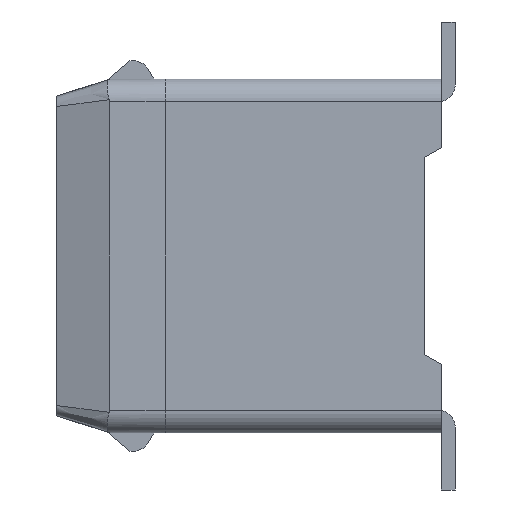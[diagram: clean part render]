
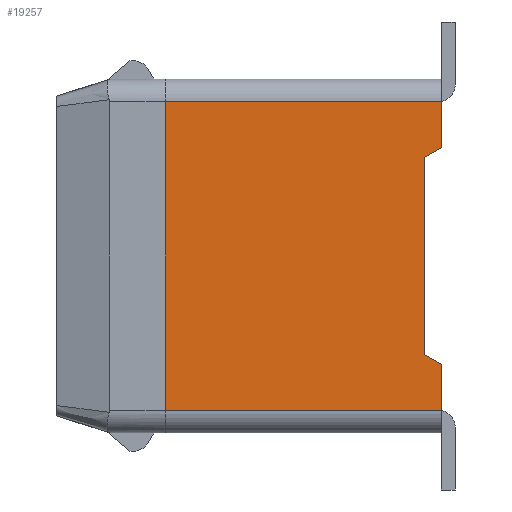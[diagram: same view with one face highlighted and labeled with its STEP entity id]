
A CAD part, left-side view. The second image highlights one B-rep face of the part: STEP entity #19257.
In plain terms, the highlighted planar face has unit normal (-1, 0, 0).
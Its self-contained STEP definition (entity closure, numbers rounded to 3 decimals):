
#7117=DIRECTION('',(0.,-0.866,0.5));
#7118=VECTOR('',#7117,0.173);
#7119=CARTESIAN_POINT('',(-3.65,-1.535,0.863));
#7120=LINE('',#7119,#7118);
#7121=DIRECTION('',(0.,0.,1.));
#7122=VECTOR('',#7121,1.727);
#7123=CARTESIAN_POINT('',(-3.65,-1.535,-0.863));
#7124=LINE('',#7123,#7122);
#7125=DIRECTION('',(0.,0.866,0.5));
#7126=VECTOR('',#7125,0.173);
#7127=CARTESIAN_POINT('',(-3.65,-1.685,-0.95));
#7128=LINE('',#7127,#7126);
#7129=DIRECTION('',(0.,0.,1.));
#7130=VECTOR('',#7129,2.7);
#7131=CARTESIAN_POINT('',(-3.65,0.735,-1.35));
#7132=LINE('',#7131,#7130);
#7142=DIRECTION('',(0.,-1.,0.));
#7143=VECTOR('',#7142,2.42);
#7144=CARTESIAN_POINT('',(-3.65,0.735,1.35));
#7145=LINE('',#7144,#7143);
#7155=DIRECTION('',(0.,0.,1.));
#7156=VECTOR('',#7155,0.4);
#7157=CARTESIAN_POINT('',(-3.65,-1.685,0.95));
#7158=LINE('',#7157,#7156);
#7159=DIRECTION('',(0.,0.,1.));
#7160=VECTOR('',#7159,0.4);
#7161=CARTESIAN_POINT('',(-3.65,-1.685,-1.35));
#7162=LINE('',#7161,#7160);
#7192=DIRECTION('',(0.,1.,0.));
#7193=VECTOR('',#7192,2.42);
#7194=CARTESIAN_POINT('',(-3.65,-1.685,-1.35));
#7195=LINE('',#7194,#7193);
#7237=CARTESIAN_POINT('',(-3.65,-1.685,-0.95));
#7238=CARTESIAN_POINT('',(-3.65,-1.535,-0.863));
#7239=VERTEX_POINT('',#7237);
#7240=VERTEX_POINT('',#7238);
#7241=CARTESIAN_POINT('',(-3.65,-1.535,0.863));
#7242=VERTEX_POINT('',#7241);
#7243=CARTESIAN_POINT('',(-3.65,-1.685,0.95));
#7244=VERTEX_POINT('',#7243);
#7793=CARTESIAN_POINT('',(-3.65,-1.685,1.35));
#7794=VERTEX_POINT('',#7793);
#7795=CARTESIAN_POINT('',(-3.65,0.735,1.35));
#7796=VERTEX_POINT('',#7795);
#7801=CARTESIAN_POINT('',(-3.65,0.735,-1.35));
#7802=VERTEX_POINT('',#7801);
#7803=CARTESIAN_POINT('',(-3.65,-1.685,-1.35));
#7804=VERTEX_POINT('',#7803);
#19236=CARTESIAN_POINT('',(-3.65,0.735,-1.55));
#19237=DIRECTION('',(-1.,0.,0.));
#19238=DIRECTION('',(0.,-1.,0.));
#19239=AXIS2_PLACEMENT_3D('',#19236,#19237,#19238);
#19240=PLANE('',#19239);
#19242=ORIENTED_EDGE('',*,*,#19241,.T.);
#19244=ORIENTED_EDGE('',*,*,#19243,.F.);
#19246=ORIENTED_EDGE('',*,*,#19245,.F.);
#19248=ORIENTED_EDGE('',*,*,#19247,.F.);
#19249=ORIENTED_EDGE('',*,*,#19213,.F.);
#19251=ORIENTED_EDGE('',*,*,#19250,.F.);
#19253=ORIENTED_EDGE('',*,*,#19252,.T.);
#19254=ORIENTED_EDGE('',*,*,#9999,.T.);
#19255=EDGE_LOOP('',(#19242,#19244,#19246,#19248,#19249,#19251,#19253,#19254));
#19256=FACE_OUTER_BOUND('',#19255,.F.);
#19257=ADVANCED_FACE('',(#19256),#19240,.T.);
#9999=EDGE_CURVE('',#7802,#7796,#7132,.T.);
#19213=EDGE_CURVE('',#7239,#7240,#7128,.T.);
#19241=EDGE_CURVE('',#7796,#7794,#7145,.T.);
#19243=EDGE_CURVE('',#7244,#7794,#7158,.T.);
#19245=EDGE_CURVE('',#7242,#7244,#7120,.T.);
#19247=EDGE_CURVE('',#7240,#7242,#7124,.T.);
#19250=EDGE_CURVE('',#7804,#7239,#7162,.T.);
#19252=EDGE_CURVE('',#7804,#7802,#7195,.T.);
